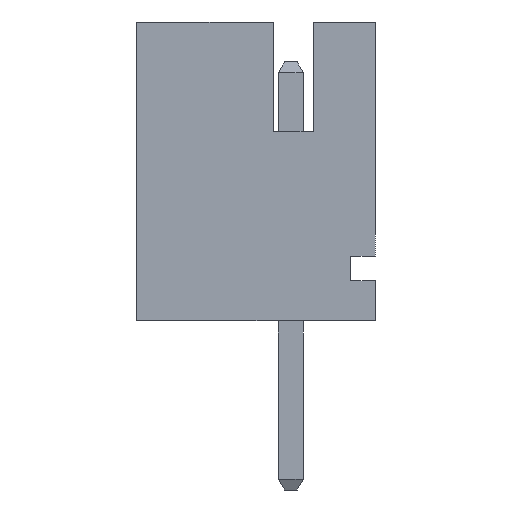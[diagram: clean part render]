
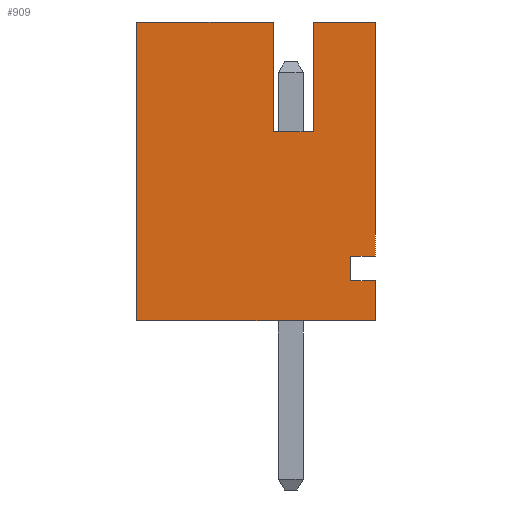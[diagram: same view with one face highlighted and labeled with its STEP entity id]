
A CAD part, left-side view. The second image highlights one B-rep face of the part: STEP entity #909.
In plain terms, the highlighted planar face has unit normal (-1, 0, 0).
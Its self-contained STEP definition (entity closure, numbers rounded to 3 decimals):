
#909=ADVANCED_FACE('',(#1775),#1777,.T.);
#1775=FACE_BOUND('',#1776,.T.);
#1776=EDGE_LOOP('',(#2484,#2485,#2486,#2487,#2488,#2489,#2490,#2491,#2492,#2493,
#2494,#2495));
#1777=PLANE('',#1778);
#1778=AXIS2_PLACEMENT_3D('',#1779,#1780,#1781);
#1779=CARTESIAN_POINT('',(-22.,3.1,0.));
#1780=DIRECTION('',(-1.,0.,0.));
#1781=DIRECTION('',(0.,-1.,0.));
#2484=ORIENTED_EDGE('',*,*,#2948,.T.);
#2485=ORIENTED_EDGE('',*,*,#2949,.T.);
#2486=ORIENTED_EDGE('',*,*,#2950,.F.);
#2487=ORIENTED_EDGE('',*,*,#2900,.F.);
#2488=ORIENTED_EDGE('',*,*,#2940,.T.);
#2489=ORIENTED_EDGE('',*,*,#2947,.T.);
#2490=ORIENTED_EDGE('',*,*,#2951,.T.);
#2491=ORIENTED_EDGE('',*,*,#2952,.T.);
#2492=ORIENTED_EDGE('',*,*,#2953,.T.);
#2493=ORIENTED_EDGE('',*,*,#2954,.T.);
#2494=ORIENTED_EDGE('',*,*,#2955,.F.);
#2495=ORIENTED_EDGE('',*,*,#2956,.T.);
#2900=EDGE_CURVE('',#3307,#3309,#3310,.T.);
#2940=EDGE_CURVE('',#3307,#3356,#3358,.T.);
#2947=EDGE_CURVE('',#3356,#3369,#3371,.T.);
#2948=EDGE_CURVE('',#3372,#3373,#3374,.F.);
#2949=EDGE_CURVE('',#3373,#3375,#3376,.F.);
#2950=EDGE_CURVE('',#3309,#3375,#3377,.T.);
#2951=EDGE_CURVE('',#3369,#3378,#3379,.F.);
#2952=EDGE_CURVE('',#3378,#3380,#3381,.T.);
#2953=EDGE_CURVE('',#3380,#3382,#3383,.F.);
#2954=EDGE_CURVE('',#3382,#3384,#3385,.T.);
#2955=EDGE_CURVE('',#3386,#3384,#3387,.T.);
#2956=EDGE_CURVE('',#3386,#3372,#3388,.F.);
#3307=VERTEX_POINT('',#4055);
#3309=VERTEX_POINT('',#4059);
#3310=LINE('',#4060,#4061);
#3356=VERTEX_POINT('',#4184);
#3358=LINE('',#4188,#4189);
#3369=VERTEX_POINT('',#4211);
#3371=LINE('',#4215,#4216);
#3372=VERTEX_POINT('',#4218);
#3373=VERTEX_POINT('',#4219);
#3374=LINE('',#4220,#4221);
#3375=VERTEX_POINT('',#4223);
#3376=LINE('',#4224,#4225);
#3377=LINE('',#4227,#4228);
#3378=VERTEX_POINT('',#4230);
#3379=LINE('',#4231,#4232);
#3380=VERTEX_POINT('',#4234);
#3381=LINE('',#4235,#4236);
#3382=VERTEX_POINT('',#4238);
#3383=LINE('',#4239,#4240);
#3384=VERTEX_POINT('',#4242);
#3385=LINE('',#4243,#4244);
#3386=VERTEX_POINT('',#4246);
#3387=LINE('',#4247,#4248);
#3388=LINE('',#4250,#4251);
#4055=CARTESIAN_POINT('',(-22.,3.1,0.));
#4059=CARTESIAN_POINT('',(-22.,3.1,6.));
#4060=CARTESIAN_POINT('',(-22.,3.1,0.));
#4061=VECTOR('',#4062,1.);
#4062=DIRECTION('',(0.,0.,1.));
#4184=CARTESIAN_POINT('',(-22.,-1.7,0.));
#4188=CARTESIAN_POINT('',(-22.,3.1,0.));
#4189=VECTOR('',#4190,1.);
#4190=DIRECTION('',(0.,-1.,0.));
#4211=CARTESIAN_POINT('',(-22.,-1.7,0.8));
#4215=CARTESIAN_POINT('',(-22.,-1.7,0.));
#4216=VECTOR('',#4217,1.);
#4217=DIRECTION('',(0.,0.,1.));
#4218=CARTESIAN_POINT('',(-22.,-0.45,3.8));
#4219=CARTESIAN_POINT('',(-22.,0.35,3.8));
#4220=CARTESIAN_POINT('',(-22.,0.35,3.8));
#4221=VECTOR('',#4222,1.);
#4222=DIRECTION('',(0.,-1.,0.));
#4223=CARTESIAN_POINT('',(-22.,0.35,6.));
#4224=CARTESIAN_POINT('',(-22.,0.35,6.));
#4225=VECTOR('',#4226,1.);
#4226=DIRECTION('',(0.,0.,-1.));
#4227=CARTESIAN_POINT('',(-22.,3.1,6.));
#4228=VECTOR('',#4229,1.);
#4229=DIRECTION('',(0.,-1.,0.));
#4230=CARTESIAN_POINT('',(-22.,-1.2,0.8));
#4231=CARTESIAN_POINT('',(-22.,-1.2,0.8));
#4232=VECTOR('',#4233,1.);
#4233=DIRECTION('',(0.,-1.,0.));
#4234=CARTESIAN_POINT('',(-22.,-1.2,1.3));
#4235=CARTESIAN_POINT('',(-22.,-1.2,0.8));
#4236=VECTOR('',#4237,1.);
#4237=DIRECTION('',(0.,0.,1.));
#4238=CARTESIAN_POINT('',(-22.,-1.7,1.3));
#4239=CARTESIAN_POINT('',(-22.,-1.7,1.3));
#4240=VECTOR('',#4241,1.);
#4241=DIRECTION('',(0.,1.,0.));
#4242=CARTESIAN_POINT('',(-22.,-1.7,6.));
#4243=CARTESIAN_POINT('',(-22.,-1.7,1.3));
#4244=VECTOR('',#4245,1.);
#4245=DIRECTION('',(0.,0.,1.));
#4246=CARTESIAN_POINT('',(-22.,-0.45,6.));
#4247=CARTESIAN_POINT('',(-22.,-0.45,6.));
#4248=VECTOR('',#4249,1.);
#4249=DIRECTION('',(0.,-1.,0.));
#4250=CARTESIAN_POINT('',(-22.,-0.45,3.8));
#4251=VECTOR('',#4252,1.);
#4252=DIRECTION('',(0.,0.,1.));
